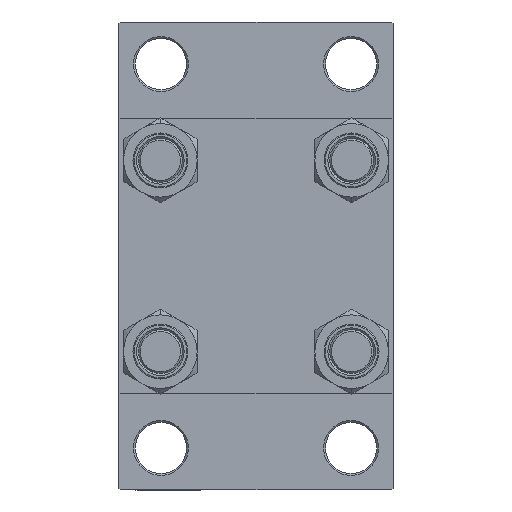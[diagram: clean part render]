
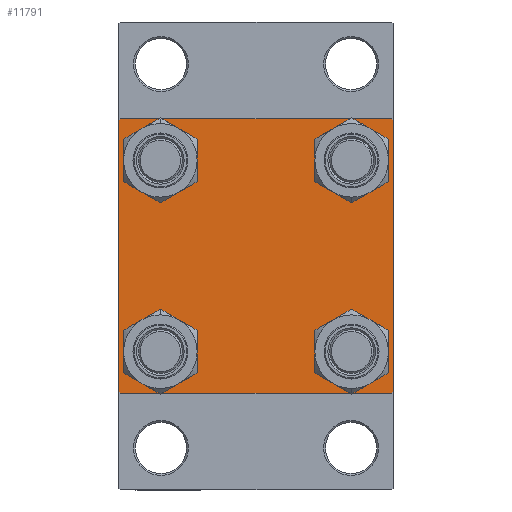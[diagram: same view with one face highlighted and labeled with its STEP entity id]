
A CAD part, left-side view. The second image highlights one B-rep face of the part: STEP entity #11791.
In plain terms, the highlighted planar face has unit normal (-1, 0, 0).
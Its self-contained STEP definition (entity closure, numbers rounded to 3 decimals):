
#43 = LINE ( 'NONE', #43022, #8906 ) ;
#376 = AXIS2_PLACEMENT_3D ( 'NONE', #39524, #14911, #17534 ) ;
#532 = EDGE_CURVE ( 'NONE', #31116, #46257, #43340, .T. ) ;
#540 = CIRCLE ( 'NONE', #3555, 6.5 ) ;
#572 = ORIENTED_EDGE ( 'NONE', *, *, #24074, .F. ) ;
#1446 = CARTESIAN_POINT ( 'NONE',  ( 0., -26.15, 19.65 ) ) ;
#2152 = VERTEX_POINT ( 'NONE', #34076 ) ;
#2546 = CARTESIAN_POINT ( 'NONE',  ( 0., -37.5, 37. ) ) ;
#2757 = ORIENTED_EDGE ( 'NONE', *, *, #532, .T. ) ;
#2991 = PLANE ( 'NONE',  #376 ) ;
#3467 = FACE_BOUND ( 'NONE', #23019, .T. ) ;
#3555 = AXIS2_PLACEMENT_3D ( 'NONE', #16529, #9611, #42315 ) ;
#3921 = EDGE_LOOP ( 'NONE', ( #8443, #30837 ) ) ;
#4118 = DIRECTION ( 'NONE',  ( 1., 0., 0. ) ) ;
#4482 = VERTEX_POINT ( 'NONE', #19637 ) ;
#4576 = CARTESIAN_POINT ( 'NONE',  ( 0., 26.15, -26.15 ) ) ;
#5020 = EDGE_CURVE ( 'NONE', #15820, #4482, #44381, .T. ) ;
#5331 = CIRCLE ( 'NONE', #12948, 6.5 ) ;
#5569 = ORIENTED_EDGE ( 'NONE', *, *, #27043, .F. ) ;
#6877 = CARTESIAN_POINT ( 'NONE',  ( 0., 37.5, -37.5 ) ) ;
#7553 = DIRECTION ( 'NONE',  ( 0., 0., 1. ) ) ;
#7819 = EDGE_LOOP ( 'NONE', ( #28789, #8683 ) ) ;
#7986 = VERTEX_POINT ( 'NONE', #32225 ) ;
#8206 = CARTESIAN_POINT ( 'NONE',  ( 0., 26.15, -32.65 ) ) ;
#8351 = CIRCLE ( 'NONE', #16746, 6.5 ) ;
#8443 = ORIENTED_EDGE ( 'NONE', *, *, #27650, .T. ) ;
#8464 = ORIENTED_EDGE ( 'NONE', *, *, #24293, .T. ) ;
#8683 = ORIENTED_EDGE ( 'NONE', *, *, #5020, .T. ) ;
#8906 = VECTOR ( 'NONE', #10310, 1000. ) ;
#9080 = DIRECTION ( 'NONE',  ( 0., -0.707, -0.707 ) ) ;
#9611 = DIRECTION ( 'NONE',  ( 1., 0., 0. ) ) ;
#9910 = ORIENTED_EDGE ( 'NONE', *, *, #18758, .T. ) ;
#9916 = VECTOR ( 'NONE', #14432, 1000. ) ;
#10060 = ORIENTED_EDGE ( 'NONE', *, *, #40949, .T. ) ;
#10310 = DIRECTION ( 'NONE',  ( 0., 0.707, -0.707 ) ) ;
#10627 = DIRECTION ( 'NONE',  ( 0., 0., -1. ) ) ;
#10858 = CARTESIAN_POINT ( 'NONE',  ( 0., 37.5, 37.5 ) ) ;
#11330 = LINE ( 'NONE', #10858, #9916 ) ;
#11590 = AXIS2_PLACEMENT_3D ( 'NONE', #16085, #30668, #41868 ) ;
#11663 = LINE ( 'NONE', #11903, #29771 ) ;
#11791 = ADVANCED_FACE ( 'NONE', ( #44033, #3467, #35708, #40233, #28545 ), #2991, .T. ) ;
#11819 = VERTEX_POINT ( 'NONE', #32597 ) ;
#11903 = CARTESIAN_POINT ( 'NONE',  ( 0., -37.25, 37.25 ) ) ;
#12643 = EDGE_CURVE ( 'NONE', #20609, #33314, #27876, .T. ) ;
#12948 = AXIS2_PLACEMENT_3D ( 'NONE', #40407, #36839, #17361 ) ;
#13893 = CARTESIAN_POINT ( 'NONE',  ( 0., 37., -37.5 ) ) ;
#14432 = DIRECTION ( 'NONE',  ( 0., -1., 0. ) ) ;
#14830 = VERTEX_POINT ( 'NONE', #13893 ) ;
#14911 = DIRECTION ( 'NONE',  ( -1., 0., 0. ) ) ;
#15166 = DIRECTION ( 'NONE',  ( 1., 0., 0. ) ) ;
#15820 = VERTEX_POINT ( 'NONE', #8206 ) ;
#16014 = EDGE_CURVE ( 'NONE', #2152, #41646, #540, .T. ) ;
#16085 = CARTESIAN_POINT ( 'NONE',  ( 0., -26.15, 26.15 ) ) ;
#16102 = EDGE_CURVE ( 'NONE', #18193, #31116, #43, .T. ) ;
#16529 = CARTESIAN_POINT ( 'NONE',  ( 0., -26.15, -26.15 ) ) ;
#16746 = AXIS2_PLACEMENT_3D ( 'NONE', #35131, #27277, #45169 ) ;
#16855 = DIRECTION ( 'NONE',  ( 0., -0.707, 0.707 ) ) ;
#17134 = DIRECTION ( 'NONE',  ( 0., -1., 0. ) ) ;
#17361 = DIRECTION ( 'NONE',  ( 0., 0., 1. ) ) ;
#17534 = DIRECTION ( 'NONE',  ( 0., 0., 1. ) ) ;
#17547 = EDGE_LOOP ( 'NONE', ( #2757, #10060, #9910, #42722, #5569, #45969, #572, #30630 ) ) ;
#18193 = VERTEX_POINT ( 'NONE', #31078 ) ;
#18263 = CARTESIAN_POINT ( 'NONE',  ( 0., 37.5, 37.5 ) ) ;
#18758 = EDGE_CURVE ( 'NONE', #14830, #7986, #31944, .T. ) ;
#19227 = CARTESIAN_POINT ( 'NONE',  ( 0., 26.15, 26.15 ) ) ;
#19637 = CARTESIAN_POINT ( 'NONE',  ( 0., 26.15, -19.65 ) ) ;
#20008 = CARTESIAN_POINT ( 'NONE',  ( 0., 37.5, 37. ) ) ;
#20173 = CIRCLE ( 'NONE', #46857, 6.5 ) ;
#20460 = LINE ( 'NONE', #42418, #23186 ) ;
#20609 = VERTEX_POINT ( 'NONE', #24310 ) ;
#20713 = VERTEX_POINT ( 'NONE', #25015 ) ;
#22316 = AXIS2_PLACEMENT_3D ( 'NONE', #23119, #33622, #40548 ) ;
#23019 = EDGE_LOOP ( 'NONE', ( #23253, #33941 ) ) ;
#23119 = CARTESIAN_POINT ( 'NONE',  ( 0., 26.15, -26.15 ) ) ;
#23186 = VECTOR ( 'NONE', #16855, 1000. ) ;
#23252 = CARTESIAN_POINT ( 'NONE',  ( 0., -26.15, 32.65 ) ) ;
#23253 = ORIENTED_EDGE ( 'NONE', *, *, #16014, .T. ) ;
#24074 = EDGE_CURVE ( 'NONE', #18193, #20713, #11330, .T. ) ;
#24293 = EDGE_CURVE ( 'NONE', #33314, #20609, #5331, .T. ) ;
#24310 = CARTESIAN_POINT ( 'NONE',  ( 0., 26.15, 32.65 ) ) ;
#24730 = DIRECTION ( 'NONE',  ( 0., 0., -1. ) ) ;
#24945 = EDGE_CURVE ( 'NONE', #28183, #20713, #11663, .T. ) ;
#25015 = CARTESIAN_POINT ( 'NONE',  ( 0., -37., 37.5 ) ) ;
#25463 = AXIS2_PLACEMENT_3D ( 'NONE', #27828, #27348, #28052 ) ;
#27043 = EDGE_CURVE ( 'NONE', #28183, #11819, #39530, .T. ) ;
#27242 = LINE ( 'NONE', #41787, #29328 ) ;
#27277 = DIRECTION ( 'NONE',  ( 1., 0., 0. ) ) ;
#27348 = DIRECTION ( 'NONE',  ( 1., 0., 0. ) ) ;
#27650 = EDGE_CURVE ( 'NONE', #31542, #43023, #8351, .T. ) ;
#27828 = CARTESIAN_POINT ( 'NONE',  ( 0., -26.15, -26.15 ) ) ;
#27876 = CIRCLE ( 'NONE', #45368, 6.5 ) ;
#28052 = DIRECTION ( 'NONE',  ( 0., 0., 1. ) ) ;
#28068 = VECTOR ( 'NONE', #17134, 1000. ) ;
#28183 = VERTEX_POINT ( 'NONE', #2546 ) ;
#28499 = CIRCLE ( 'NONE', #25463, 6.5 ) ;
#28545 = FACE_OUTER_BOUND ( 'NONE', #17547, .T. ) ;
#28553 = CARTESIAN_POINT ( 'NONE',  ( 0., 26.15, 19.65 ) ) ;
#28789 = ORIENTED_EDGE ( 'NONE', *, *, #41900, .T. ) ;
#29328 = VECTOR ( 'NONE', #9080, 1000. ) ;
#29603 = EDGE_LOOP ( 'NONE', ( #39758, #8464 ) ) ;
#29771 = VECTOR ( 'NONE', #33875, 1000. ) ;
#30630 = ORIENTED_EDGE ( 'NONE', *, *, #16102, .T. ) ;
#30668 = DIRECTION ( 'NONE',  ( 1., 0., 0. ) ) ;
#30837 = ORIENTED_EDGE ( 'NONE', *, *, #33421, .T. ) ;
#31078 = CARTESIAN_POINT ( 'NONE',  ( 0., 37., 37.5 ) ) ;
#31116 = VERTEX_POINT ( 'NONE', #20008 ) ;
#31542 = VERTEX_POINT ( 'NONE', #23252 ) ;
#31812 = CARTESIAN_POINT ( 'NONE',  ( 0., -26.15, -32.65 ) ) ;
#31944 = LINE ( 'NONE', #6877, #28068 ) ;
#32175 = CIRCLE ( 'NONE', #11590, 6.5 ) ;
#32225 = CARTESIAN_POINT ( 'NONE',  ( 0., -37., -37.5 ) ) ;
#32396 = CARTESIAN_POINT ( 'NONE',  ( 0., 37.5, -37. ) ) ;
#32597 = CARTESIAN_POINT ( 'NONE',  ( 0., -37.5, -37. ) ) ;
#33314 = VERTEX_POINT ( 'NONE', #28553 ) ;
#33421 = EDGE_CURVE ( 'NONE', #43023, #31542, #32175, .T. ) ;
#33622 = DIRECTION ( 'NONE',  ( 1., 0., 0. ) ) ;
#33875 = DIRECTION ( 'NONE',  ( 0., 0.707, 0.707 ) ) ;
#33941 = ORIENTED_EDGE ( 'NONE', *, *, #40315, .T. ) ;
#34076 = CARTESIAN_POINT ( 'NONE',  ( 0., -26.15, -19.65 ) ) ;
#35131 = CARTESIAN_POINT ( 'NONE',  ( 0., -26.15, 26.15 ) ) ;
#35708 = FACE_BOUND ( 'NONE', #7819, .T. ) ;
#36590 = VECTOR ( 'NONE', #24730, 1000. ) ;
#36839 = DIRECTION ( 'NONE',  ( 1., 0., 0. ) ) ;
#37716 = EDGE_CURVE ( 'NONE', #7986, #11819, #20460, .T. ) ;
#39524 = CARTESIAN_POINT ( 'NONE',  ( 0., 0., 0. ) ) ;
#39530 = LINE ( 'NONE', #40009, #36590 ) ;
#39758 = ORIENTED_EDGE ( 'NONE', *, *, #12643, .T. ) ;
#40009 = CARTESIAN_POINT ( 'NONE',  ( 0., -37.5, 37.5 ) ) ;
#40233 = FACE_BOUND ( 'NONE', #29603, .T. ) ;
#40315 = EDGE_CURVE ( 'NONE', #41646, #2152, #28499, .T. ) ;
#40407 = CARTESIAN_POINT ( 'NONE',  ( 0., 26.15, 26.15 ) ) ;
#40548 = DIRECTION ( 'NONE',  ( 0., 0., 1. ) ) ;
#40949 = EDGE_CURVE ( 'NONE', #46257, #14830, #27242, .T. ) ;
#41646 = VERTEX_POINT ( 'NONE', #31812 ) ;
#41787 = CARTESIAN_POINT ( 'NONE',  ( 0., 37.25, -37.25 ) ) ;
#41868 = DIRECTION ( 'NONE',  ( 0., 0., 1. ) ) ;
#41900 = EDGE_CURVE ( 'NONE', #4482, #15820, #20173, .T. ) ;
#42315 = DIRECTION ( 'NONE',  ( 0., 0., 1. ) ) ;
#42418 = CARTESIAN_POINT ( 'NONE',  ( 0., -37.25, -37.25 ) ) ;
#42722 = ORIENTED_EDGE ( 'NONE', *, *, #37716, .T. ) ;
#43022 = CARTESIAN_POINT ( 'NONE',  ( 0., 37.25, 37.25 ) ) ;
#43023 = VERTEX_POINT ( 'NONE', #1446 ) ;
#43340 = LINE ( 'NONE', #18263, #45869 ) ;
#43970 = DIRECTION ( 'NONE',  ( 0., 0., 1. ) ) ;
#44033 = FACE_BOUND ( 'NONE', #3921, .T. ) ;
#44381 = CIRCLE ( 'NONE', #22316, 6.5 ) ;
#45169 = DIRECTION ( 'NONE',  ( 0., 0., 1. ) ) ;
#45368 = AXIS2_PLACEMENT_3D ( 'NONE', #19227, #15166, #7553 ) ;
#45869 = VECTOR ( 'NONE', #10627, 1000. ) ;
#45969 = ORIENTED_EDGE ( 'NONE', *, *, #24945, .T. ) ;
#46257 = VERTEX_POINT ( 'NONE', #32396 ) ;
#46857 = AXIS2_PLACEMENT_3D ( 'NONE', #4576, #4118, #43970 ) ;
